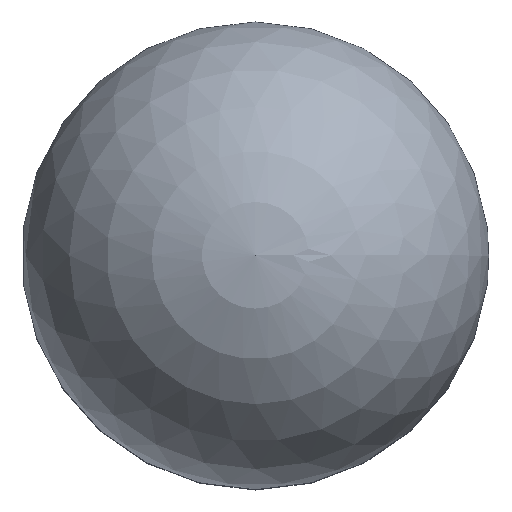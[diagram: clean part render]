
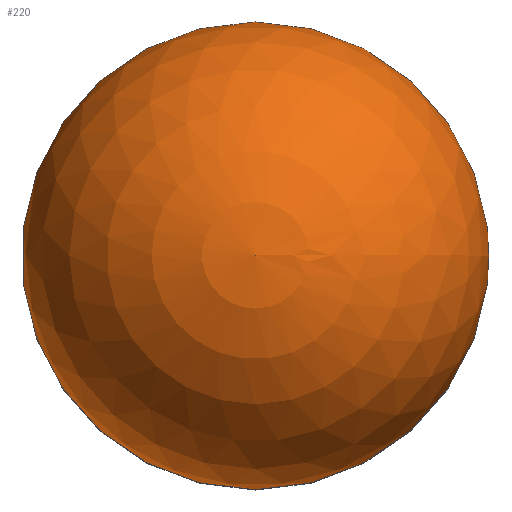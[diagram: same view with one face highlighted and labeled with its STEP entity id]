
A CAD part, top view. The second image highlights one B-rep face of the part: STEP entity #220.
In plain terms, the highlighted spherical face has radius 5 mm.
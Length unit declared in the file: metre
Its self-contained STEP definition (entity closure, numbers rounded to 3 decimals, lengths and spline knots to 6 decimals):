
#92 = ( BOUNDED_SURFACE() B_SPLINE_SURFACE(2,13,(
    (#93,#94,#95,#96,#97,#98,#99,#100,#101,#102,#103,#104,#105,#106)
    ,(#107,#108,#109,#110,#111,#112,#113,#114,#115,#116,#117,#118,#119
      ,#120)
    ,(#121,#122,#123,#124,#125,#126,#127,#128,#129,#130,#131,#132,#133
,#134
    )),.UNSPECIFIED.,.F.,.T.,.F.) B_SPLINE_SURFACE_WITH_KNOTS((3,3),(14,
    14),(0.,18.849556),(0.,18.849556),
.PIECEWISE_BEZIER_KNOTS.) GEOMETRIC_REPRESENTATION_ITEM() 
RATIONAL_B_SPLINE_SURFACE((
    (1.,1.,1.,1.,1.,1.
      ,1.,1.,1.,1.
      ,1.,1.,1.,1.)
    ,(0.745,0.745,0.745,0.745
      ,0.745,0.745,0.745,0.745
      ,0.745,0.745,0.745,0.745
      ,0.745,0.745)
    ,(1.,1.,1.,1.,1.,1.
      ,1.,1.,1.,1.
,1.,1.,1.,1.
  ))) REPRESENTATION_ITEM('') SURFACE() );
#93 = CARTESIAN_POINT('',(0.003727,0.,
    0.003333));
#94 = CARTESIAN_POINT('',(0.003727,0.001775,
    0.003333));
#95 = CARTESIAN_POINT('',(0.002809,0.003591,
    0.003333));
#96 = CARTESIAN_POINT('',(0.000921,0.00489,
    0.003333));
#97 = CARTESIAN_POINT('',(-0.001677,0.005089,
    0.003333));
#98 = CARTESIAN_POINT('',(-0.003921,0.003705,
    0.003333));
#99 = CARTESIAN_POINT('',(-0.005567,0.001685,
    0.003333));
#100 = CARTESIAN_POINT('',(-0.005567,-0.001685,
    0.003333));
#101 = CARTESIAN_POINT('',(-0.003921,-0.003705,
    0.003333));
#102 = CARTESIAN_POINT('',(-0.001677,-0.005089,
    0.003333));
#103 = CARTESIAN_POINT('',(0.000921,-0.00489,
    0.003333));
#104 = CARTESIAN_POINT('',(0.002809,-0.003591,
    0.003333));
#105 = CARTESIAN_POINT('',(0.003727,-0.001775,
    0.003333));
#106 = CARTESIAN_POINT('',(0.003727,0.,
    0.003333));
#107 = CARTESIAN_POINT('',(0.00313,0.,0.004));
#108 = CARTESIAN_POINT('',(0.00313,0.001491,0.004)
  );
#109 = CARTESIAN_POINT('',(0.00236,0.003017,0.004)
  );
#110 = CARTESIAN_POINT('',(0.000774,0.004108,0.004)
  );
#111 = CARTESIAN_POINT('',(-0.001409,0.004275,
    0.004));
#112 = CARTESIAN_POINT('',(-0.003294,0.003112,
    0.004));
#113 = CARTESIAN_POINT('',(-0.004677,0.001415,
    0.004));
#114 = CARTESIAN_POINT('',(-0.004677,-0.001415,
    0.004));
#115 = CARTESIAN_POINT('',(-0.003294,-0.003112,
    0.004));
#116 = CARTESIAN_POINT('',(-0.001409,-0.004275,
    0.004));
#117 = CARTESIAN_POINT('',(0.000774,-0.004108,
    0.004));
#118 = CARTESIAN_POINT('',(0.00236,-0.003017,0.004)
  );
#119 = CARTESIAN_POINT('',(0.00313,-0.001491,0.004
    ));
#120 = CARTESIAN_POINT('',(0.00313,0.,0.004)
  );
#121 = CARTESIAN_POINT('',(0.003727,0.,
    0.004667));
#122 = CARTESIAN_POINT('',(0.003727,0.001775,
    0.004667));
#123 = CARTESIAN_POINT('',(0.002809,0.003591,
    0.004667));
#124 = CARTESIAN_POINT('',(0.000921,0.00489,
    0.004667));
#125 = CARTESIAN_POINT('',(-0.001677,0.005089,
    0.004667));
#126 = CARTESIAN_POINT('',(-0.003921,0.003705,
    0.004667));
#127 = CARTESIAN_POINT('',(-0.005567,0.001685,
    0.004667));
#128 = CARTESIAN_POINT('',(-0.005567,-0.001685,
    0.004667));
#129 = CARTESIAN_POINT('',(-0.003921,-0.003705,
    0.004667));
#130 = CARTESIAN_POINT('',(-0.001677,-0.005089,
    0.004667));
#131 = CARTESIAN_POINT('',(0.000921,-0.00489,
    0.004667));
#132 = CARTESIAN_POINT('',(0.002809,-0.003591,
    0.004667));
#133 = CARTESIAN_POINT('',(0.003727,-0.001775,
    0.004667));
#134 = CARTESIAN_POINT('',(0.003727,0.,
    0.004667));
#147 = VERTEX_POINT('',#148);
#148 = CARTESIAN_POINT('',(0.003727,0.,0.004667));
#167 = EDGE_CURVE('',#147,#147,#168,.T.);
#168 = SURFACE_CURVE('',#169,(#184,#191),.PCURVE_S1.);
#169 = ( BOUNDED_CURVE() B_SPLINE_CURVE(13,(#170,#171,#172,#173,#174,
    #175,#176,#177,#178,#179,#180,#181,#182,#183),.UNSPECIFIED.,.T.,.F.)
 B_SPLINE_CURVE_WITH_KNOTS((14,14),(0.,18.849556),
.PIECEWISE_BEZIER_KNOTS.) CURVE() GEOMETRIC_REPRESENTATION_ITEM() 
RATIONAL_B_SPLINE_CURVE((1.,1.,1.,1.,
    1.,1.,1.,1.,
    1.,1.,1.,1.,1.,1.)) 
REPRESENTATION_ITEM('') );
#170 = CARTESIAN_POINT('',(0.003727,0.,
    0.004667));
#171 = CARTESIAN_POINT('',(0.003727,0.001775,
    0.004667));
#172 = CARTESIAN_POINT('',(0.002809,0.003591,
    0.004667));
#173 = CARTESIAN_POINT('',(0.000921,0.00489,
    0.004667));
#174 = CARTESIAN_POINT('',(-0.001677,0.005089,
    0.004667));
#175 = CARTESIAN_POINT('',(-0.003921,0.003705,
    0.004667));
#176 = CARTESIAN_POINT('',(-0.005567,0.001685,
    0.004667));
#177 = CARTESIAN_POINT('',(-0.005567,-0.001685,
    0.004667));
#178 = CARTESIAN_POINT('',(-0.003921,-0.003705,
    0.004667));
#179 = CARTESIAN_POINT('',(-0.001677,-0.005089,
    0.004667));
#180 = CARTESIAN_POINT('',(0.000921,-0.00489,
    0.004667));
#181 = CARTESIAN_POINT('',(0.002809,-0.003591,
    0.004667));
#182 = CARTESIAN_POINT('',(0.003727,-0.001775,
    0.004667));
#183 = CARTESIAN_POINT('',(0.003727,0.,
    0.004667));
#184 = PCURVE('',#92,#185);
#185 = DEFINITIONAL_REPRESENTATION('',(#186),#190);
#186 = LINE('',#187,#188);
#187 = CARTESIAN_POINT('',(18.85,0.));
#188 = VECTOR('',#189,1.);
#189 = DIRECTION('',(0.,1.));
#190 = ( GEOMETRIC_REPRESENTATION_CONTEXT(2) 
PARAMETRIC_REPRESENTATION_CONTEXT() REPRESENTATION_CONTEXT('2D SPACE',''
  ) );
#191 = PCURVE('',#192,#197);
#192 = SPHERICAL_SURFACE('',#193,0.005);
#193 = AXIS2_PLACEMENT_3D('',#194,#195,#196);
#194 = CARTESIAN_POINT('',(0.,0.,0.008));
#195 = DIRECTION('',(0.,0.,1.));
#196 = DIRECTION('',(1.,0.,0.));
#197 = DEFINITIONAL_REPRESENTATION('',(#198),#217);
#198 = B_SPLINE_CURVE_WITH_KNOTS('',9,(#199,#200,#201,#202,#203,#204,
    #205,#206,#207,#208,#209,#210,#211,#212,#213,#214,#215,#216),
  .UNSPECIFIED.,.F.,.F.,(10,8,10),(0.,9.424778,
    18.849556),.UNSPECIFIED.);
#199 = CARTESIAN_POINT('',(0.,-0.73));
#200 = CARTESIAN_POINT('',(0.344,-0.73));
#201 = CARTESIAN_POINT('',(0.694,-0.73));
#202 = CARTESIAN_POINT('',(1.045,-0.73));
#203 = CARTESIAN_POINT('',(1.396,-0.73));
#204 = CARTESIAN_POINT('',(1.745,-0.73));
#205 = CARTESIAN_POINT('',(2.095,-0.73));
#206 = CARTESIAN_POINT('',(2.443,-0.73));
#207 = CARTESIAN_POINT('',(2.793,-0.73));
#208 = CARTESIAN_POINT('',(3.491,-0.73));
#209 = CARTESIAN_POINT('',(3.84,-0.73));
#210 = CARTESIAN_POINT('',(4.189,-0.73));
#211 = CARTESIAN_POINT('',(4.538,-0.73));
#212 = CARTESIAN_POINT('',(4.887,-0.73));
#213 = CARTESIAN_POINT('',(5.238,-0.73));
#214 = CARTESIAN_POINT('',(5.589,-0.73));
#215 = CARTESIAN_POINT('',(5.939,-0.73));
#216 = CARTESIAN_POINT('',(6.283,-0.73));
#217 = ( GEOMETRIC_REPRESENTATION_CONTEXT(2) 
PARAMETRIC_REPRESENTATION_CONTEXT() REPRESENTATION_CONTEXT('2D SPACE',''
  ) );
#220 = ADVANCED_FACE('',(#221),#192,.T.);
#221 = FACE_BOUND('',#222,.T.);
#222 = EDGE_LOOP('',(#223,#247,#248));
#223 = ORIENTED_EDGE('',*,*,#224,.T.);
#224 = EDGE_CURVE('',#147,#225,#227,.T.);
#225 = VERTEX_POINT('',#226);
#226 = CARTESIAN_POINT('',(0.,0.,
    0.013));
#227 = SEAM_CURVE('',#228,(#233,#240),.PCURVE_S1.);
#228 = CIRCLE('',#229,0.005);
#229 = AXIS2_PLACEMENT_3D('',#230,#231,#232);
#230 = CARTESIAN_POINT('',(0.,0.,0.008));
#231 = DIRECTION('',(0.,-1.,0.));
#232 = DIRECTION('',(1.,0.,0.));
#233 = PCURVE('',#192,#234);
#234 = DEFINITIONAL_REPRESENTATION('',(#235),#239);
#235 = LINE('',#236,#237);
#236 = CARTESIAN_POINT('',(6.283,-6.283));
#237 = VECTOR('',#238,1.);
#238 = DIRECTION('',(0.,1.));
#239 = ( GEOMETRIC_REPRESENTATION_CONTEXT(2) 
PARAMETRIC_REPRESENTATION_CONTEXT() REPRESENTATION_CONTEXT('2D SPACE',''
  ) );
#240 = PCURVE('',#192,#241);
#241 = DEFINITIONAL_REPRESENTATION('',(#242),#246);
#242 = LINE('',#243,#244);
#243 = CARTESIAN_POINT('',(0.,-6.283));
#244 = VECTOR('',#245,1.);
#245 = DIRECTION('',(0.,1.));
#246 = ( GEOMETRIC_REPRESENTATION_CONTEXT(2) 
PARAMETRIC_REPRESENTATION_CONTEXT() REPRESENTATION_CONTEXT('2D SPACE',''
  ) );
#247 = ORIENTED_EDGE('',*,*,#224,.F.);
#248 = ORIENTED_EDGE('',*,*,#167,.T.);
